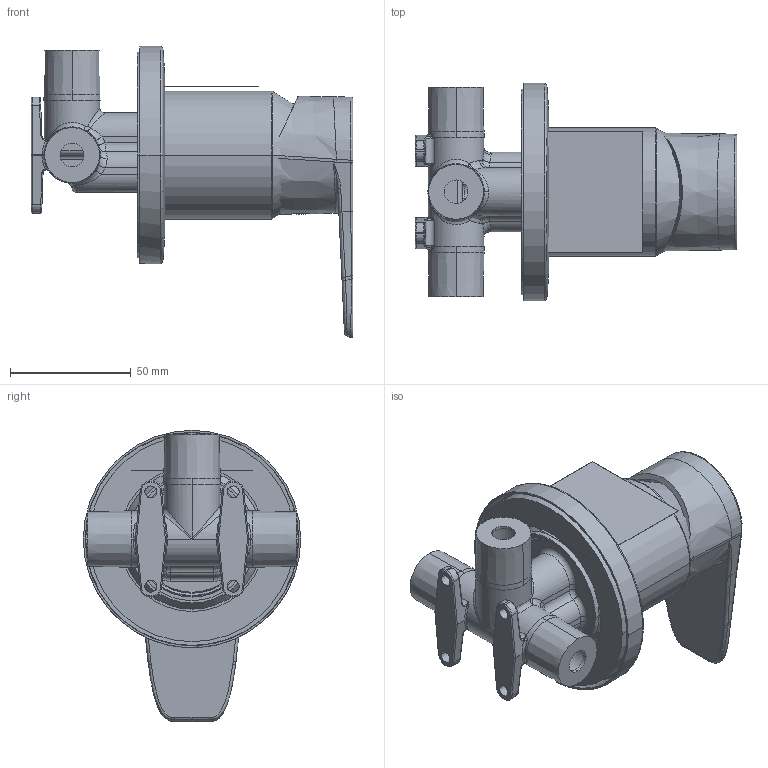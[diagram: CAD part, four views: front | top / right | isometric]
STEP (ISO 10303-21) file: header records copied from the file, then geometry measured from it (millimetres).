
FILE_DESCRIPTION((''),'2;1');
FILE_NAME('ET-2121-11EHT6DZ','2025-05-20T',('g1000928'),(''),'PRO/ENGINEER BY PARAMETRIC TECHNOLOGY CORPORATION, 2013410','PRO/ENGINEER BY PARAMETRIC TECHNOLOGY CORPORATION, 2013410','');
FILE_SCHEMA(('CONFIG_CONTROL_DESIGN'));
Length unit declared in the file: millimetre
Products named in the file (20): CTYX0012; CTCB1054; CTCB1055; CTRR0147; CTWR0356; ATBA0393; CTCT0151; CTWP0334; CTCP0362; CTRR0060; CTCP0657; CTWT0013; CPST0013; CTKB0151; CTCP0186; CTHZ0742; CTST0117; CZLQ3534-02; CTCP0072; ET-2121-11EHT6DZ
Assembly tree (21 placements, depth 2):
  ET-2121-11EHT6DZ
    CTYX0012
    CTCB1054
    CTCB1055
    CTRR0147
    CTWR0356
    ATBA0393
    CTCT0151
    CTWP0334
    CTCP0362  x3
    CTRR0060
    CTCP0657
    CTWT0013
    CPST0013
    CTKB0151
    CTCP0186
    CTHZ0742
    CTST0117
    CZLQ3534-02
    CTCP0072
Bounding box: 133.3 x 90 x 120.6 mm (x, y, z)
Volume: 203573.5 mm3; surface area: 166961.5 mm2
Topology: 21 solids, 21 shells, 940 faces, 2203 edges, 1315 vertices
Faces by surface type: cylinder 306, plane 232, bspline 176, torus 113, cone 99, sphere 14
Entity records: 40276 total; most frequent: CARTESIAN_POINT 20375, ORIENTED_EDGE 4124, DIRECTION 4042, EDGE_CURVE 2062, AXIS2_PLACEMENT_3D 1664, VERTEX_POINT 1243, EDGE_LOOP 981, FACE_OUTER_BOUND 898
